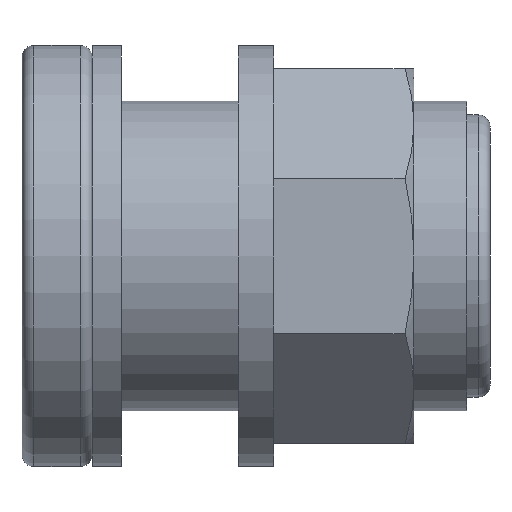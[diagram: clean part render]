
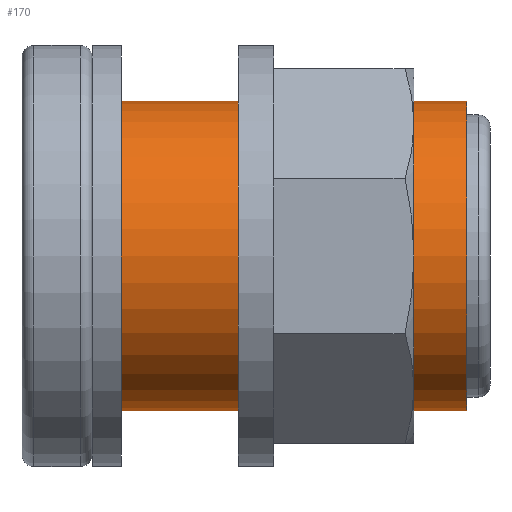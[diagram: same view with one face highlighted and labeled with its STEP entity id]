
A CAD part, left-side view. The second image highlights one B-rep face of the part: STEP entity #170.
In plain terms, the highlighted cylindrical face has radius 13.22 mm (diameter 26.441 mm), a partial arc.
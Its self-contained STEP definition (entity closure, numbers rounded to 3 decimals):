
#170 = ADVANCED_FACE ( 'NONE', ( #1216 ), #1253, .T. ) ;
#171 = EDGE_LOOP ( 'NONE', ( #172, #173, #175, #176 ) ) ;
#172 = ORIENTED_EDGE ( 'NONE', *, *, #1656, .F. ) ;
#173 = ORIENTED_EDGE ( 'NONE', *, *, #174, .T. ) ;
#174 = EDGE_CURVE ( 'NONE', #1654, #1655, #1254, .T. ) ;
#175 = ORIENTED_EDGE ( 'NONE', *, *, #1651, .T. ) ;
#176 = ORIENTED_EDGE ( 'NONE', *, *, #698, .T. ) ;
#629 = VERTEX_POINT ( 'NONE', #2767 ) ;
#698 = EDGE_CURVE ( 'NONE', #699, #629, #3001, .T. ) ;
#699 = VERTEX_POINT ( 'NONE', #3048 ) ;
#1216 = FACE_OUTER_BOUND ( 'NONE', #171, .T. ) ;
#1245 = DIRECTION ( 'NONE',  ( 0., 0., 1. ) ) ;
#1246 = DIRECTION ( 'NONE',  ( 0., 1., 0. ) ) ;
#1247 = CARTESIAN_POINT ( 'NONE',  ( 0., 2., 0. ) ) ;
#1248 = AXIS2_PLACEMENT_3D ( 'NONE', #1247, #1246, #1245 ) ;
#1250 = DIRECTION ( 'NONE',  ( 0., 0., 1. ) ) ;
#1251 = DIRECTION ( 'NONE',  ( 0., 1., 0. ) ) ;
#1252 = AXIS2_PLACEMENT_3D ( 'NONE', #1255, #1251, #1250 ) ;
#1253 = CYLINDRICAL_SURFACE ( 'NONE', #1252, 13.22 ) ;
#1254 = CIRCLE ( 'NONE', #1248, 13.22 ) ;
#1255 = CARTESIAN_POINT ( 'NONE',  ( 0., 0., 0. ) ) ;
#1651 = EDGE_CURVE ( 'NONE', #1655, #699, #3153, .T. ) ;
#1654 = VERTEX_POINT ( 'NONE', #3149 ) ;
#1655 = VERTEX_POINT ( 'NONE', #3148 ) ;
#1656 = EDGE_CURVE ( 'NONE', #1654, #629, #3147, .T. ) ;
#2767 = CARTESIAN_POINT ( 'NONE',  ( 0., 32., -13.22 ) ) ;
#2995 = CARTESIAN_POINT ( 'NONE',  ( 0., 32., 0. ) ) ;
#2996 = AXIS2_PLACEMENT_3D ( 'NONE', #2995, #3050, #3049 ) ;
#3001 = CIRCLE ( 'NONE', #2996, 13.22 ) ;
#3048 = CARTESIAN_POINT ( 'NONE',  ( 0., 32., 13.22 ) ) ;
#3049 = DIRECTION ( 'NONE',  ( 0., 0., 1. ) ) ;
#3050 = DIRECTION ( 'NONE',  ( 0., -1., 0. ) ) ;
#3144 = DIRECTION ( 'NONE',  ( 0., 1., 0. ) ) ;
#3145 = VECTOR ( 'NONE', #3144, 1000. ) ;
#3146 = CARTESIAN_POINT ( 'NONE',  ( 0., 0., -13.22 ) ) ;
#3147 = LINE ( 'NONE', #3146, #3145 ) ;
#3148 = CARTESIAN_POINT ( 'NONE',  ( 0., 2., 13.22 ) ) ;
#3149 = CARTESIAN_POINT ( 'NONE',  ( 0., 2., -13.221 ) ) ;
#3150 = DIRECTION ( 'NONE',  ( 0., 1., 0. ) ) ;
#3151 = VECTOR ( 'NONE', #3150, 1000. ) ;
#3152 = CARTESIAN_POINT ( 'NONE',  ( 0., 0., 13.22 ) ) ;
#3153 = LINE ( 'NONE', #3152, #3151 ) ;
